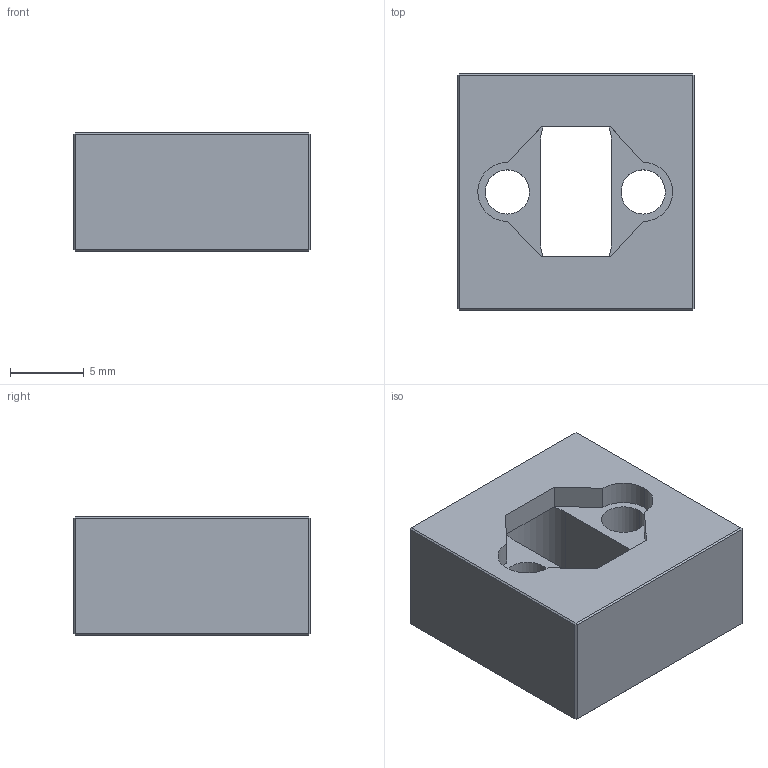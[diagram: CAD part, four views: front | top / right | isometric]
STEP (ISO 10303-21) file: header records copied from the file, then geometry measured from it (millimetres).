
FILE_DESCRIPTION (( 'STEP AP214' ), '1' );
FILE_NAME ('TouchPointV1Socket.STEP', '2020-05-14T22:22:11', ( '' ), ( '' ), 'SwSTEP 2.0', 'SolidWorks 2018', '' );
FILE_SCHEMA (( 'AUTOMOTIVE_DESIGN' ));
Length unit declared in the file: millimetre
Products named in the file (1): TouchPointV1Socket
Bounding box: 16 x 16 x 8 mm (x, y, z)
Volume: 1474.7 mm3; surface area: 1265.7 mm2
Topology: 1 solids, 1 shells, 56 faces, 126 edges, 72 vertices
Faces by surface type: plane 43, cylinder 9, cone 4
Entity records: 1554 total; most frequent: DIRECTION 266, CARTESIAN_POINT 255, ORIENTED_EDGE 252, EDGE_CURVE 126, LINE 100, VECTOR 100, AXIS2_PLACEMENT_3D 83, VERTEX_POINT 72
